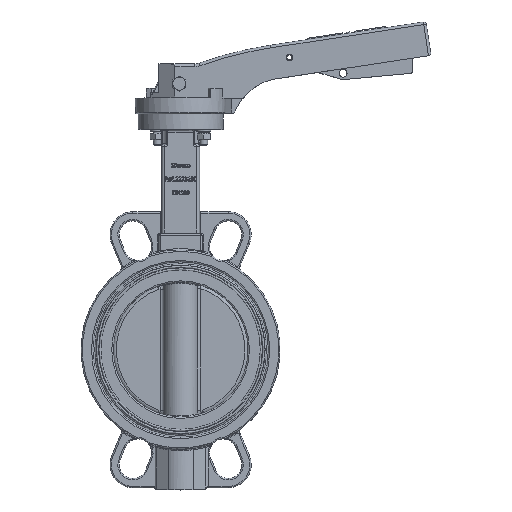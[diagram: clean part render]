
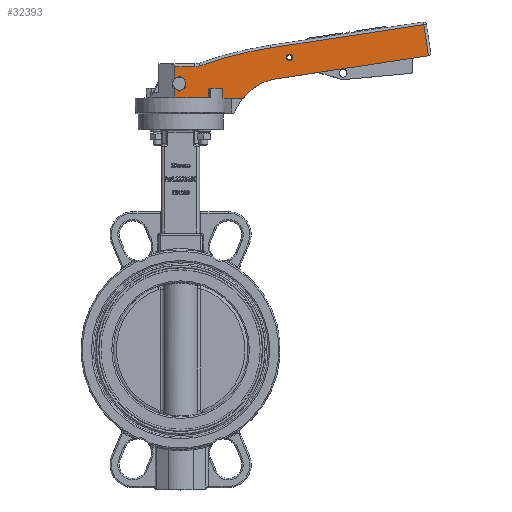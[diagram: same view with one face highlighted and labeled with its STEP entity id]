
A CAD part, top view. The second image highlights one B-rep face of the part: STEP entity #32393.
In plain terms, the highlighted planar face has unit normal (0, 0, 1).
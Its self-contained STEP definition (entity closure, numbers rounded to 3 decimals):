
#3785=LINE('',#58045,#6200);
#3789=LINE('',#58053,#6204);
#4263=LINE('',#61296,#6678);
#4266=LINE('',#61306,#6681);
#4267=LINE('',#61323,#6682);
#4282=LINE('',#61378,#6697);
#4287=LINE('',#61387,#6702);
#4288=LINE('',#61388,#6703);
#4289=LINE('',#61389,#6704);
#6200=VECTOR('',#39021,1.818);
#6204=VECTOR('',#39027,15.152);
#6678=VECTOR('',#39819,24.);
#6681=VECTOR('',#39832,118.);
#6682=VECTOR('',#39853,15.257);
#6697=VECTOR('',#39894,118.);
#6702=VECTOR('',#39901,24.);
#6703=VECTOR('',#39902,21.269);
#6704=VECTOR('',#39903,13.759);
#7616=PLANE('',#34199);
#7858=FACE_BOUND('',#11346,.T.);
#7859=FACE_BOUND('',#11347,.T.);
#9434=FACE_OUTER_BOUND('',#11345,.T.);
#11345=EDGE_LOOP('',(#27602,#27603,#27604,#27605,#27606,#27607,#27608,#27609,
#27610,#27611,#27612,#27613,#27614));
#11346=EDGE_LOOP('',(#27615));
#11347=EDGE_LOOP('',(#27616));
#12136=CIRCLE('',#33887,2.5);
#12164=CIRCLE('',#33969,3.);
#12197=CIRCLE('',#34178,291.388);
#12200=CIRCLE('',#34182,12.);
#12207=CIRCLE('',#34200,2.);
#12208=CIRCLE('',#34201,36.317);
#14341=VERTEX_POINT('',#57577);
#14415=VERTEX_POINT('',#57877);
#14462=VERTEX_POINT('',#58042);
#14463=VERTEX_POINT('',#58043);
#14465=VERTEX_POINT('',#58050);
#14466=VERTEX_POINT('',#58052);
#14946=VERTEX_POINT('',#61286);
#14949=VERTEX_POINT('',#61294);
#14951=VERTEX_POINT('',#61304);
#14953=VERTEX_POINT('',#61309);
#14955=VERTEX_POINT('',#61315);
#14957=VERTEX_POINT('',#61321);
#14976=VERTEX_POINT('',#61377);
#14979=VERTEX_POINT('',#61386);
#14980=VERTEX_POINT('',#61390);
#18359=EDGE_CURVE('',#14341,#14341,#12136,.T.);
#18459=EDGE_CURVE('',#14415,#14415,#12164,.T.);
#18528=EDGE_CURVE('',#14462,#14463,#3785,.T.);
#18532=EDGE_CURVE('',#14466,#14465,#3789,.T.);
#19246=EDGE_CURVE('',#14949,#14946,#4263,.T.);
#19252=EDGE_CURVE('',#14951,#14949,#4266,.T.);
#19254=EDGE_CURVE('',#14953,#14951,#12197,.T.);
#19257=EDGE_CURVE('',#14955,#14953,#12200,.T.);
#19260=EDGE_CURVE('',#14957,#14955,#4267,.T.);
#19284=EDGE_CURVE('',#14976,#14946,#4282,.T.);
#19289=EDGE_CURVE('',#14957,#14979,#4287,.T.);
#19290=EDGE_CURVE('',#14462,#14979,#4288,.T.);
#19291=EDGE_CURVE('',#14466,#14463,#4289,.T.);
#19292=EDGE_CURVE('',#14465,#14980,#12207,.T.);
#19293=EDGE_CURVE('',#14980,#14976,#12208,.T.);
#27602=ORIENTED_EDGE('',*,*,#19246,.F.);
#27603=ORIENTED_EDGE('',*,*,#19252,.F.);
#27604=ORIENTED_EDGE('',*,*,#19254,.F.);
#27605=ORIENTED_EDGE('',*,*,#19257,.F.);
#27606=ORIENTED_EDGE('',*,*,#19260,.F.);
#27607=ORIENTED_EDGE('',*,*,#19289,.T.);
#27608=ORIENTED_EDGE('',*,*,#19290,.F.);
#27609=ORIENTED_EDGE('',*,*,#18528,.T.);
#27610=ORIENTED_EDGE('',*,*,#19291,.F.);
#27611=ORIENTED_EDGE('',*,*,#18532,.T.);
#27612=ORIENTED_EDGE('',*,*,#19292,.T.);
#27613=ORIENTED_EDGE('',*,*,#19293,.T.);
#27614=ORIENTED_EDGE('',*,*,#19284,.T.);
#27615=ORIENTED_EDGE('',*,*,#18459,.T.);
#27616=ORIENTED_EDGE('',*,*,#18359,.T.);
#32393=ADVANCED_FACE('',(#9434,#7858,#7859),#7616,.T.);
#33887=AXIS2_PLACEMENT_3D('',#57578,#38696,#38697);
#33969=AXIS2_PLACEMENT_3D('',#57878,#38896,#38897);
#34178=AXIS2_PLACEMENT_3D('',#61311,#39837,#39838);
#34182=AXIS2_PLACEMENT_3D('',#61317,#39845,#39846);
#34199=AXIS2_PLACEMENT_3D('',#61385,#39899,#39900);
#34200=AXIS2_PLACEMENT_3D('',#61391,#39904,#39905);
#34201=AXIS2_PLACEMENT_3D('',#61392,#39906,#39907);
#38696=DIRECTION('center_axis',(0.,0.,
-1.));
#38697=DIRECTION('ref_axis',(-1.,0.,0.));
#38896=DIRECTION('center_axis',(0.,0.,
-1.));
#38897=DIRECTION('ref_axis',(0.,-1.,0.));
#39021=DIRECTION('',(1.,0.,0.));
#39027=DIRECTION('',(1.,0.,0.));
#39819=DIRECTION('',(0.15,-0.989,0.));
#39832=DIRECTION('',(0.989,0.15,0.));
#39837=DIRECTION('center_axis',(0.,0.,
-1.));
#39838=DIRECTION('ref_axis',(-0.244,0.97,0.));
#39845=DIRECTION('center_axis',(0.,0.,
1.));
#39846=DIRECTION('ref_axis',(0.17,-0.985,0.));
#39853=DIRECTION('',(1.,0.,0.));
#39894=DIRECTION('',(0.989,0.15,0.));
#39899=DIRECTION('center_axis',(0.,0.,
1.));
#39900=DIRECTION('ref_axis',(1.,0.,0.));
#39901=DIRECTION('',(0.,-1.,0.));
#39902=DIRECTION('',(-1.,0.,0.));
#39903=DIRECTION('',(-1.,0.,0.));
#39904=DIRECTION('center_axis',(0.,0.,
1.));
#39905=DIRECTION('ref_axis',(0.,-1.,0.));
#39906=DIRECTION('center_axis',(0.,0.,
-1.));
#39907=DIRECTION('ref_axis',(0.15,-0.989,0.));
#57577=CARTESIAN_POINT('',(85.5,223.,12.));
#57578=CARTESIAN_POINT('Origin',(83.,223.,12.));
#57877=CARTESIAN_POINT('',(-1.,206.,12.));
#57878=CARTESIAN_POINT('Origin',(-1.,203.,12.));
#58042=CARTESIAN_POINT('',(16.769,192.,12.));
#58043=CARTESIAN_POINT('',(18.587,192.,12.));
#58045=CARTESIAN_POINT('',(-23.5,192.,12.));
#58050=CARTESIAN_POINT('',(47.498,192.,12.));
#58052=CARTESIAN_POINT('',(32.346,192.,12.));
#58053=CARTESIAN_POINT('',(-23.5,192.,12.));
#61286=CARTESIAN_POINT('',(189.097,224.272,12.));
#61294=CARTESIAN_POINT('',(185.495,248.,12.));
#61296=CARTESIAN_POINT('',(188.261,229.777,12.));
#61304=CARTESIAN_POINT('',(68.831,230.291,12.));
#61306=CARTESIAN_POINT('',(133.793,240.152,12.));
#61309=CARTESIAN_POINT('',(14.784,216.696,12.));
#61311=CARTESIAN_POINT('Origin',(112.563,-57.797,12.));
#61315=CARTESIAN_POINT('',(10.757,216.,12.));
#61317=CARTESIAN_POINT('Origin',(10.757,228.,12.));
#61321=CARTESIAN_POINT('',(-4.5,216.,12.));
#61323=CARTESIAN_POINT('',(47.39,216.,12.));
#61377=CARTESIAN_POINT('',(72.433,206.562,12.));
#61378=CARTESIAN_POINT('',(72.433,206.562,12.));
#61385=CARTESIAN_POINT('Origin',(84.022,219.585,12.));
#61386=CARTESIAN_POINT('',(-4.5,192.,12.));
#61387=CARTESIAN_POINT('',(-4.5,218.793,12.));
#61388=CARTESIAN_POINT('',(42.011,192.,12.));
#61389=CARTESIAN_POINT('',(42.011,192.,12.));
#61390=CARTESIAN_POINT('',(49.084,192.782,12.));
#61391=CARTESIAN_POINT('Origin',(47.498,194.,12.));
#61392=CARTESIAN_POINT('Origin',(77.884,170.657,12.));
